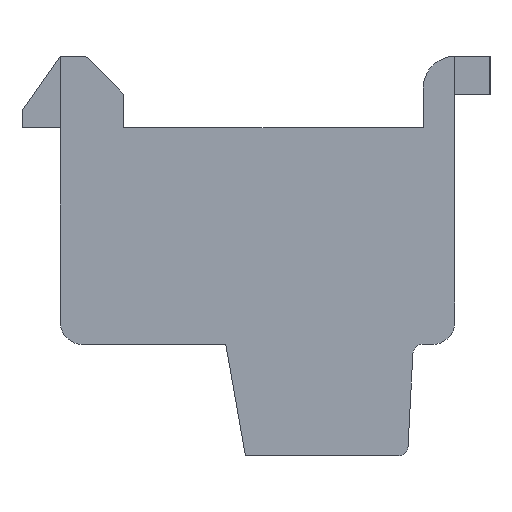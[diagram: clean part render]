
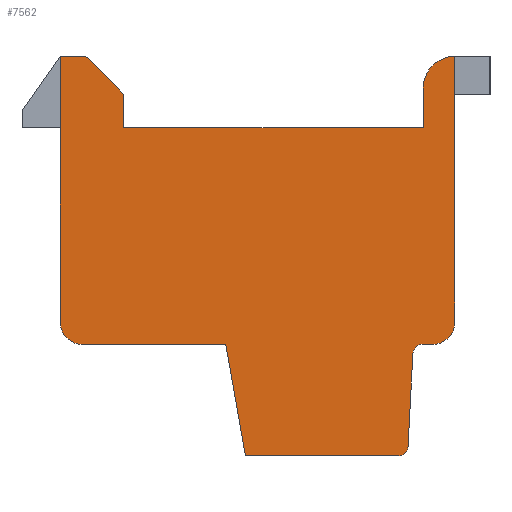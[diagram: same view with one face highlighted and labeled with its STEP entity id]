
A CAD part, left-side view. The second image highlights one B-rep face of the part: STEP entity #7562.
In plain terms, the highlighted planar face has unit normal (-1, 0, 0).
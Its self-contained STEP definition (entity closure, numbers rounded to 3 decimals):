
#1=CARTESIAN_POINT('',(0.,-5.55,-2.075));
#2=DIRECTION('',(1.,0.,0.));
#3=DIRECTION('',(0.,-1.,0.));
#4=AXIS2_PLACEMENT_3D('',#1,#2,#3);
#6=DIRECTION('',(0.,1.,0.));
#7=VECTOR('',#6,0.323);
#8=CARTESIAN_POINT('',(0.,-5.55,-2.775));
#9=LINE('',#8,#7);
#10=CARTESIAN_POINT('',(0.,-5.227,-3.075));
#11=DIRECTION('',(-1.,0.,0.));
#12=DIRECTION('',(0.,0.,1.));
#13=AXIS2_PLACEMENT_3D('',#10,#11,#12);
#15=DIRECTION('',(0.,0.052,-0.999));
#16=VECTOR('',#15,2.904);
#17=CARTESIAN_POINT('',(0.,-4.927,-3.075));
#18=LINE('',#17,#16);
#19=CARTESIAN_POINT('',(0.,-4.475,-5.975));
#20=DIRECTION('',(1.,0.,0.));
#21=DIRECTION('',(0.,-1.,0.));
#22=AXIS2_PLACEMENT_3D('',#19,#20,#21);
#24=DIRECTION('',(0.,1.,0.));
#25=VECTOR('',#24,4.808);
#26=CARTESIAN_POINT('',(0.,-4.475,-6.275));
#27=LINE('',#26,#25);
#28=DIRECTION('',(0.,0.174,0.985));
#29=VECTOR('',#28,3.554);
#30=CARTESIAN_POINT('',(0.,0.333,-6.275));
#31=LINE('',#30,#29);
#32=DIRECTION('',(0.,1.,0.));
#33=VECTOR('',#32,4.5);
#34=CARTESIAN_POINT('',(0.,0.95,-2.775));
#35=LINE('',#34,#33);
#36=CARTESIAN_POINT('',(0.,5.45,-2.075));
#37=DIRECTION('',(1.,0.,0.));
#38=DIRECTION('',(0.,0.,-1.));
#39=AXIS2_PLACEMENT_3D('',#36,#37,#38);
#41=CARTESIAN_POINT('',(0.,6.072,6.125));
#42=DIRECTION('',(1.,0.,0.));
#43=DIRECTION('',(0.,0.521,0.854));
#44=AXIS2_PLACEMENT_3D('',#41,#42,#43);
#46=DIRECTION('',(0.,-1.,0.));
#47=VECTOR('',#46,0.66);
#48=CARTESIAN_POINT('',(0.,6.072,6.275));
#49=LINE('',#48,#47);
#50=CARTESIAN_POINT('',(0.,5.412,6.125));
#51=DIRECTION('',(1.,0.,0.));
#52=DIRECTION('',(0.,0.,1.));
#53=AXIS2_PLACEMENT_3D('',#50,#51,#52);
#55=DIRECTION('',(0.,-0.707,-0.707));
#56=VECTOR('',#55,1.573);
#57=CARTESIAN_POINT('',(0.,5.306,6.231));
#58=LINE('',#57,#56);
#59=CARTESIAN_POINT('',(0.,4.3,5.013));
#60=DIRECTION('',(1.,0.,0.));
#61=DIRECTION('',(0.,-0.707,0.707));
#62=AXIS2_PLACEMENT_3D('',#59,#60,#61);
#64=DIRECTION('',(0.,0.,-1.));
#65=VECTOR('',#64,0.988);
#66=CARTESIAN_POINT('',(0.,4.15,5.013));
#67=LINE('',#66,#65);
#68=DIRECTION('',(0.,-1.,0.));
#69=VECTOR('',#68,9.4);
#70=CARTESIAN_POINT('',(0.,4.15,4.025));
#71=LINE('',#70,#69);
#72=DIRECTION('',(0.,0.,1.));
#73=VECTOR('',#72,1.25);
#74=CARTESIAN_POINT('',(0.,-5.25,4.025));
#75=LINE('',#74,#73);
#76=CARTESIAN_POINT('',(0.,-6.25,5.275));
#77=DIRECTION('',(1.,0.,0.));
#78=DIRECTION('',(0.,1.,0.));
#79=AXIS2_PLACEMENT_3D('',#76,#77,#78);
#225=DIRECTION('',(0.,0.,1.));
#226=VECTOR('',#225,8.35);
#227=CARTESIAN_POINT('',(0.,-6.25,-2.075));
#228=LINE('',#227,#226);
#3439=DIRECTION('',(0.,0.,-1.));
#3440=VECTOR('',#3439,8.328);
#3441=CARTESIAN_POINT('',(0.,6.15,6.253));
#3442=LINE('',#3441,#3440);
#5727=CARTESIAN_POINT('',(0.,6.072,6.275));
#5728=CARTESIAN_POINT('',(0.,5.412,6.275));
#5729=VERTEX_POINT('',#5727);
#5730=VERTEX_POINT('',#5728);
#5731=CARTESIAN_POINT('',(0.,5.306,6.231));
#5732=VERTEX_POINT('',#5731);
#5733=CARTESIAN_POINT('',(0.,4.194,5.119));
#5734=VERTEX_POINT('',#5733);
#5735=CARTESIAN_POINT('',(0.,4.15,5.013));
#5736=VERTEX_POINT('',#5735);
#5737=CARTESIAN_POINT('',(0.,4.15,4.025));
#5738=VERTEX_POINT('',#5737);
#5739=CARTESIAN_POINT('',(0.,-5.25,4.025));
#5740=VERTEX_POINT('',#5739);
#5741=CARTESIAN_POINT('',(0.,-5.25,5.275));
#5742=VERTEX_POINT('',#5741);
#5743=CARTESIAN_POINT('',(0.,-6.25,-2.075));
#5744=CARTESIAN_POINT('',(0.,-5.55,-2.775));
#5745=VERTEX_POINT('',#5743);
#5746=VERTEX_POINT('',#5744);
#5747=CARTESIAN_POINT('',(0.,-5.227,-2.775));
#5748=VERTEX_POINT('',#5747);
#5749=CARTESIAN_POINT('',(0.,-4.927,-3.075));
#5750=VERTEX_POINT('',#5749);
#5751=CARTESIAN_POINT('',(0.,-4.775,-5.975));
#5752=VERTEX_POINT('',#5751);
#5753=CARTESIAN_POINT('',(0.,-4.475,-6.275));
#5754=VERTEX_POINT('',#5753);
#5755=CARTESIAN_POINT('',(0.,0.333,-6.275));
#5756=VERTEX_POINT('',#5755);
#5757=CARTESIAN_POINT('',(0.,0.95,-2.775));
#5758=VERTEX_POINT('',#5757);
#5759=CARTESIAN_POINT('',(0.,5.45,-2.775));
#5760=VERTEX_POINT('',#5759);
#5761=CARTESIAN_POINT('',(0.,6.15,-2.075));
#5762=VERTEX_POINT('',#5761);
#6747=CARTESIAN_POINT('',(0.,6.15,6.253));
#6748=VERTEX_POINT('',#6747);
#6751=CARTESIAN_POINT('',(0.,-6.25,6.275));
#6752=VERTEX_POINT('',#6751);
#7515=CARTESIAN_POINT('',(0.,0.,0.));
#7516=DIRECTION('',(1.,0.,0.));
#7517=DIRECTION('',(0.,-1.,0.));
#7518=AXIS2_PLACEMENT_3D('',#7515,#7516,#7517);
#7519=PLANE('',#7518);
#7521=ORIENTED_EDGE('',*,*,#7520,.F.);
#7523=ORIENTED_EDGE('',*,*,#7522,.T.);
#7525=ORIENTED_EDGE('',*,*,#7524,.T.);
#7527=ORIENTED_EDGE('',*,*,#7526,.T.);
#7529=ORIENTED_EDGE('',*,*,#7528,.T.);
#7531=ORIENTED_EDGE('',*,*,#7530,.T.);
#7533=ORIENTED_EDGE('',*,*,#7532,.T.);
#7535=ORIENTED_EDGE('',*,*,#7534,.T.);
#7537=ORIENTED_EDGE('',*,*,#7536,.T.);
#7539=ORIENTED_EDGE('',*,*,#7538,.T.);
#7541=ORIENTED_EDGE('',*,*,#7540,.F.);
#7543=ORIENTED_EDGE('',*,*,#7542,.T.);
#7545=ORIENTED_EDGE('',*,*,#7544,.T.);
#7547=ORIENTED_EDGE('',*,*,#7546,.T.);
#7549=ORIENTED_EDGE('',*,*,#7548,.T.);
#7551=ORIENTED_EDGE('',*,*,#7550,.T.);
#7553=ORIENTED_EDGE('',*,*,#7552,.T.);
#7555=ORIENTED_EDGE('',*,*,#7554,.T.);
#7557=ORIENTED_EDGE('',*,*,#7556,.T.);
#7559=ORIENTED_EDGE('',*,*,#7558,.T.);
#7560=EDGE_LOOP('',(#7521,#7523,#7525,#7527,#7529,#7531,#7533,#7535,#7537,#7539,
#7541,#7543,#7545,#7547,#7549,#7551,#7553,#7555,#7557,#7559));
#7561=FACE_OUTER_BOUND('',#7560,.F.);
#7562=ADVANCED_FACE('',(#7561),#7519,.F.);
#5=CIRCLE('',#4,0.7);
#14=CIRCLE('',#13,0.3);
#23=CIRCLE('',#22,0.3);
#40=CIRCLE('',#39,0.7);
#45=CIRCLE('',#44,0.15);
#54=CIRCLE('',#53,0.15);
#63=CIRCLE('',#62,0.15);
#80=CIRCLE('',#79,1.);
#7520=EDGE_CURVE('',#5745,#6752,#228,.T.);
#7522=EDGE_CURVE('',#5745,#5746,#5,.T.);
#7524=EDGE_CURVE('',#5746,#5748,#9,.T.);
#7526=EDGE_CURVE('',#5748,#5750,#14,.T.);
#7528=EDGE_CURVE('',#5750,#5752,#18,.T.);
#7530=EDGE_CURVE('',#5752,#5754,#23,.T.);
#7532=EDGE_CURVE('',#5754,#5756,#27,.T.);
#7534=EDGE_CURVE('',#5756,#5758,#31,.T.);
#7536=EDGE_CURVE('',#5758,#5760,#35,.T.);
#7538=EDGE_CURVE('',#5760,#5762,#40,.T.);
#7540=EDGE_CURVE('',#6748,#5762,#3442,.T.);
#7542=EDGE_CURVE('',#6748,#5729,#45,.T.);
#7544=EDGE_CURVE('',#5729,#5730,#49,.T.);
#7546=EDGE_CURVE('',#5730,#5732,#54,.T.);
#7548=EDGE_CURVE('',#5732,#5734,#58,.T.);
#7550=EDGE_CURVE('',#5734,#5736,#63,.T.);
#7552=EDGE_CURVE('',#5736,#5738,#67,.T.);
#7554=EDGE_CURVE('',#5738,#5740,#71,.T.);
#7556=EDGE_CURVE('',#5740,#5742,#75,.T.);
#7558=EDGE_CURVE('',#5742,#6752,#80,.T.);
